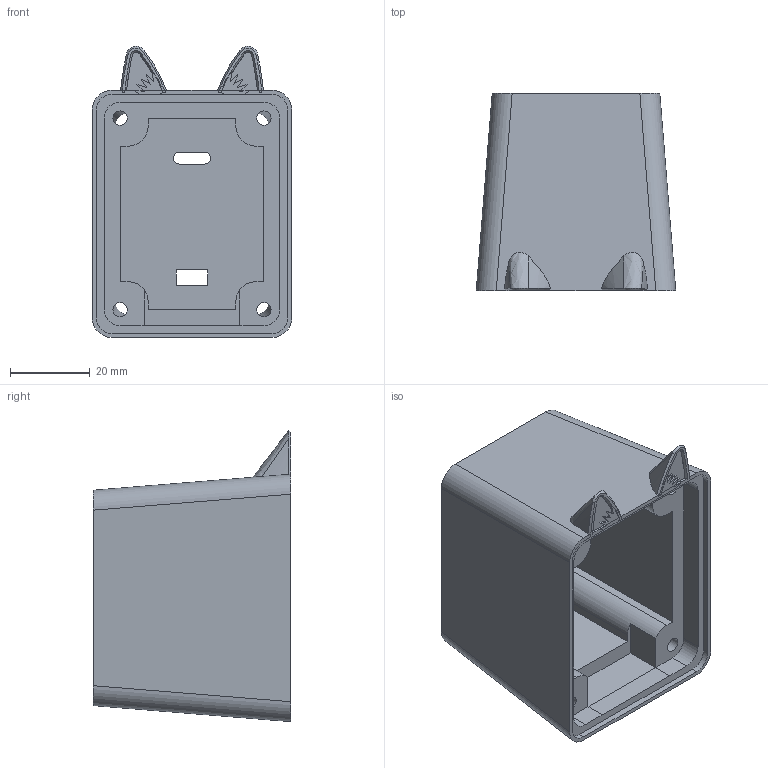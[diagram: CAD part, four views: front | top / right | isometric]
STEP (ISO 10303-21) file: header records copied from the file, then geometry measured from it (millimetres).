
FILE_DESCRIPTION(('FreeCAD Model'),'2;1');
FILE_NAME('Open CASCADE Shape Model','2023-12-02T01:00:44',(''),(''), 'Open CASCADE STEP processor 7.6','FreeCAD','Unknown');
FILE_SCHEMA(('AUTOMOTIVE_DESIGN { 1 0 10303 214 1 1 1 1 }'));
Length unit declared in the file: millimetre
Products named in the file (3): Shell; EarColor001; Main002
Assembly tree (2 placements, depth 2):
  Shell
    EarColor001
    Main002
Bounding box: 50 x 49.5 x 73 mm (x, y, z)
Volume: 44935.4 mm3; surface area: 27028.7 mm2
Topology: 3 solids, 3 shells, 152 faces, 411 edges, 268 vertices
Faces by surface type: plane 90, cylinder 30, bspline 28, cone 4
Full cylindrical faces by diameter (mm): 3.6 x4
Entity records: 6664 total; most frequent: CARTESIAN_POINT 1588, ORIENTED_EDGE 822, DIRECTION 733, EDGE_CURVE 411, VERTEX_POINT 268, AXIS2_PLACEMENT_3D 245, LINE 243, VECTOR 243
